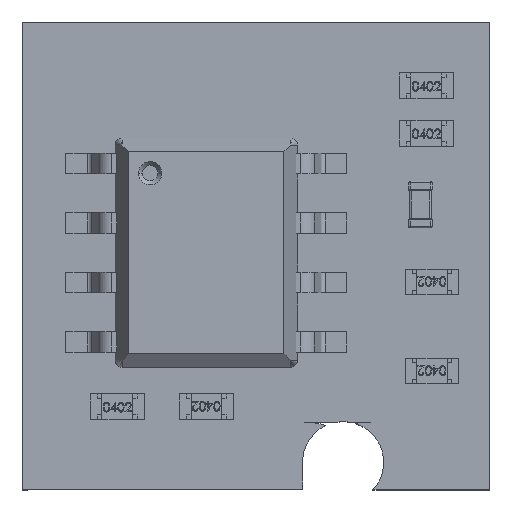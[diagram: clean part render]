
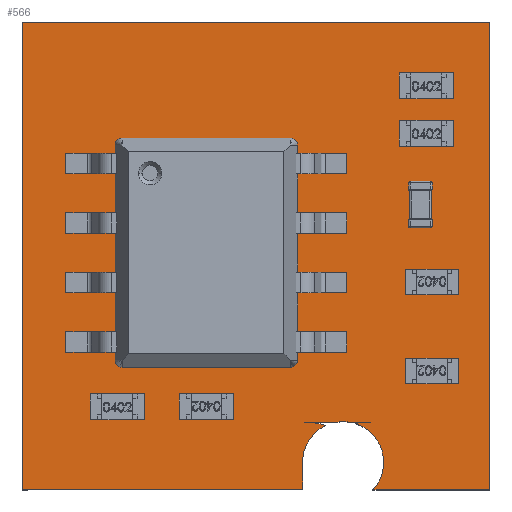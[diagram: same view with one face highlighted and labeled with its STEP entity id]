
A CAD part, top view. The second image highlights one B-rep face of the part: STEP entity #566.
In plain terms, the highlighted planar face has unit normal (0, 0, 1).
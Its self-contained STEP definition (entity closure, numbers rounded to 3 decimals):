
#105 = VERTEX_POINT('',#106);
#106 = CARTESIAN_POINT('',(0.,0.,1.016));
#121 = VERTEX_POINT('',#122);
#122 = CARTESIAN_POINT('',(0.,10.,1.016));
#128 = EDGE_CURVE('',#121,#105,#129,.T.);
#129 = LINE('',#130,#131);
#130 = CARTESIAN_POINT('',(0.,10.,1.016));
#131 = VECTOR('',#132,1.);
#132 = DIRECTION('',(0.,-1.,0.));
#143 = EDGE_CURVE('',#105,#144,#146,.T.);
#144 = VERTEX_POINT('',#145);
#145 = CARTESIAN_POINT('',(5.987,0.,1.016));
#146 = LINE('',#147,#148);
#147 = CARTESIAN_POINT('',(0.,0.,1.016));
#148 = VECTOR('',#149,1.);
#149 = DIRECTION('',(1.,0.,0.));
#176 = VERTEX_POINT('',#177);
#177 = CARTESIAN_POINT('',(6.,0.191,1.016));
#183 = EDGE_CURVE('',#176,#144,#184,.T.);
#184 = CIRCLE('',#185,1.45);
#185 = AXIS2_PLACEMENT_3D('',#186,#187,#188);
#186 = CARTESIAN_POINT('',(7.437,0.,1.016));
#187 = DIRECTION('',(0.,0.,1.));
#188 = DIRECTION('',(0.,1.,0.));
#207 = EDGE_CURVE('',#176,#208,#210,.T.);
#208 = VERTEX_POINT('',#209);
#209 = CARTESIAN_POINT('',(6.,0.7,1.016));
#210 = LINE('',#211,#212);
#211 = CARTESIAN_POINT('',(6.,0.,1.016));
#212 = VECTOR('',#213,1.);
#213 = DIRECTION('',(0.,1.,0.));
#238 = EDGE_CURVE('',#208,#239,#241,.T.);
#239 = VERTEX_POINT('',#240);
#240 = CARTESIAN_POINT('',(6.495,1.376,1.016));
#241 = CIRCLE('',#242,0.869);
#242 = AXIS2_PLACEMENT_3D('',#243,#244,#245);
#243 = CARTESIAN_POINT('',(6.861,0.589,1.016));
#244 = DIRECTION('',(0.,0.,-1.));
#245 = DIRECTION('',(-0.992,0.128,0.));
#271 = EDGE_CURVE('',#239,#272,#274,.T.);
#272 = VERTEX_POINT('',#273);
#273 = CARTESIAN_POINT('',(6.037,1.45,1.016));
#274 = CIRCLE('',#275,1.45);
#275 = AXIS2_PLACEMENT_3D('',#276,#277,#278);
#276 = CARTESIAN_POINT('',(6.037,0.,1.016));
#277 = DIRECTION('',(0.,0.,1.));
#278 = DIRECTION('',(0.,-1.,0.));
#304 = EDGE_CURVE('',#272,#305,#307,.T.);
#305 = VERTEX_POINT('',#306);
#306 = CARTESIAN_POINT('',(6.75,1.45,1.016));
#307 = LINE('',#308,#309);
#308 = CARTESIAN_POINT('',(6.037,1.45,1.016));
#309 = VECTOR('',#310,1.);
#310 = DIRECTION('',(1.,0.,0.));
#335 = EDGE_CURVE('',#305,#336,#338,.T.);
#336 = VERTEX_POINT('',#337);
#337 = CARTESIAN_POINT('',(6.973,1.45,1.016));
#338 = CIRCLE('',#339,0.869);
#339 = AXIS2_PLACEMENT_3D('',#340,#341,#342);
#340 = CARTESIAN_POINT('',(6.861,0.589,1.016));
#341 = DIRECTION('',(0.,0.,-1.));
#342 = DIRECTION('',(-0.992,0.128,0.));
#368 = EDGE_CURVE('',#336,#369,#371,.T.);
#369 = VERTEX_POINT('',#370);
#370 = CARTESIAN_POINT('',(7.437,1.45,1.016));
#371 = LINE('',#372,#373);
#372 = CARTESIAN_POINT('',(6.037,1.45,1.016));
#373 = VECTOR('',#374,1.);
#374 = DIRECTION('',(1.,0.,0.));
#399 = EDGE_CURVE('',#369,#400,#402,.T.);
#400 = VERTEX_POINT('',#401);
#401 = CARTESIAN_POINT('',(7.125,1.416,1.016));
#402 = CIRCLE('',#403,1.45);
#403 = AXIS2_PLACEMENT_3D('',#404,#405,#406);
#404 = CARTESIAN_POINT('',(7.437,0.,1.016));
#405 = DIRECTION('',(0.,0.,1.));
#406 = DIRECTION('',(0.,1.,0.));
#432 = EDGE_CURVE('',#400,#433,#435,.T.);
#433 = VERTEX_POINT('',#434);
#434 = CARTESIAN_POINT('',(7.5,0.,1.016));
#435 = CIRCLE('',#436,0.869);
#436 = AXIS2_PLACEMENT_3D('',#437,#438,#439);
#437 = CARTESIAN_POINT('',(6.861,0.589,1.016));
#438 = DIRECTION('',(0.,0.,-1.));
#439 = DIRECTION('',(-0.992,0.128,0.));
#465 = EDGE_CURVE('',#433,#466,#468,.T.);
#466 = VERTEX_POINT('',#467);
#467 = CARTESIAN_POINT('',(10.,0.,1.016));
#468 = LINE('',#469,#470);
#469 = CARTESIAN_POINT('',(7.5,0.,1.016));
#470 = VECTOR('',#471,1.);
#471 = DIRECTION('',(1.,0.,0.));
#496 = EDGE_CURVE('',#466,#497,#499,.T.);
#497 = VERTEX_POINT('',#498);
#498 = CARTESIAN_POINT('',(10.,10.,1.016));
#499 = LINE('',#500,#501);
#500 = CARTESIAN_POINT('',(10.,0.,1.016));
#501 = VECTOR('',#502,1.);
#502 = DIRECTION('',(0.,1.,0.));
#534 = EDGE_CURVE('',#497,#121,#535,.T.);
#535 = LINE('',#536,#537);
#536 = CARTESIAN_POINT('',(10.,10.,1.016));
#537 = VECTOR('',#538,1.);
#538 = DIRECTION('',(-1.,0.,0.));
#566 = ADVANCED_FACE('',(#567),#583,.F.);
#567 = FACE_BOUND('',#568,.F.);
#568 = EDGE_LOOP('',(#569,#570,#571,#572,#573,#574,#575,#576,#577,#578,
    #579,#580,#581,#582));
#569 = ORIENTED_EDGE('',*,*,#128,.F.);
#570 = ORIENTED_EDGE('',*,*,#534,.F.);
#571 = ORIENTED_EDGE('',*,*,#496,.F.);
#572 = ORIENTED_EDGE('',*,*,#465,.F.);
#573 = ORIENTED_EDGE('',*,*,#432,.F.);
#574 = ORIENTED_EDGE('',*,*,#399,.F.);
#575 = ORIENTED_EDGE('',*,*,#368,.F.);
#576 = ORIENTED_EDGE('',*,*,#335,.F.);
#577 = ORIENTED_EDGE('',*,*,#304,.F.);
#578 = ORIENTED_EDGE('',*,*,#271,.F.);
#579 = ORIENTED_EDGE('',*,*,#238,.F.);
#580 = ORIENTED_EDGE('',*,*,#207,.F.);
#581 = ORIENTED_EDGE('',*,*,#183,.T.);
#582 = ORIENTED_EDGE('',*,*,#143,.F.);
#583 = PLANE('',#584);
#584 = AXIS2_PLACEMENT_3D('',#585,#586,#587);
#585 = CARTESIAN_POINT('',(0.,10.,1.016));
#586 = DIRECTION('',(0.,0.,-1.));
#587 = DIRECTION('',(-1.,0.,0.));
